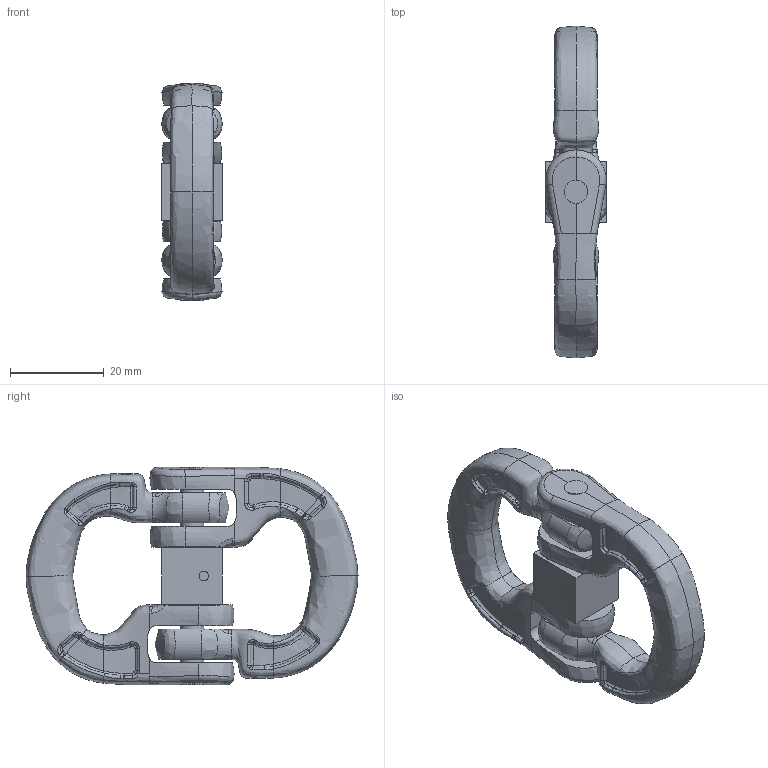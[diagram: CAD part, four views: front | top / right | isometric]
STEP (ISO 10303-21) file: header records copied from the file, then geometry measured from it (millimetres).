
FILE_DESCRIPTION(/* description */ (''),/* implementation_level */ '2;1');
FILE_NAME(/* name */ 'CLW 7 Kundenmodell',/* time_stamp */ '2010-01-05T12:41:17+01:00',/* author */ (''),/* organization */ (''),/* preprocessor_version */ 'ST-DEVELOPER v9',/* originating_system */ 'UGS - NX 4.0',/* authorisation */ '');
FILE_SCHEMA (('AUTOMOTIVE_DESIGN { 1 0 10303 214 1 1 1 1 }'));
Products named in the file (1): rit3AA4rfrv
Bounding box: 13 x 71 x 46.5 mm (x, y, z)
Volume: 17651.1 mm3; surface area: 10379.8 mm2
Topology: 5 solids, 5 shells, 554 faces, 1334 edges, 767 vertices
Faces by surface type: bspline 378, cylinder 96, plane 56, sphere 16, torus 8
Full cylindrical faces by diameter (mm): 2 x2, 5 x8
Entity records: 55376 total; most frequent: CARTESIAN_POINT 45694, ORIENTED_EDGE 2574, EDGE_CURVE 1287, DIRECTION 1136, B_SPLINE_CURVE_WITH_KNOTS 839, VERTEX_POINT 751, EDGE_LOOP 580, ADVANCED_FACE 554
